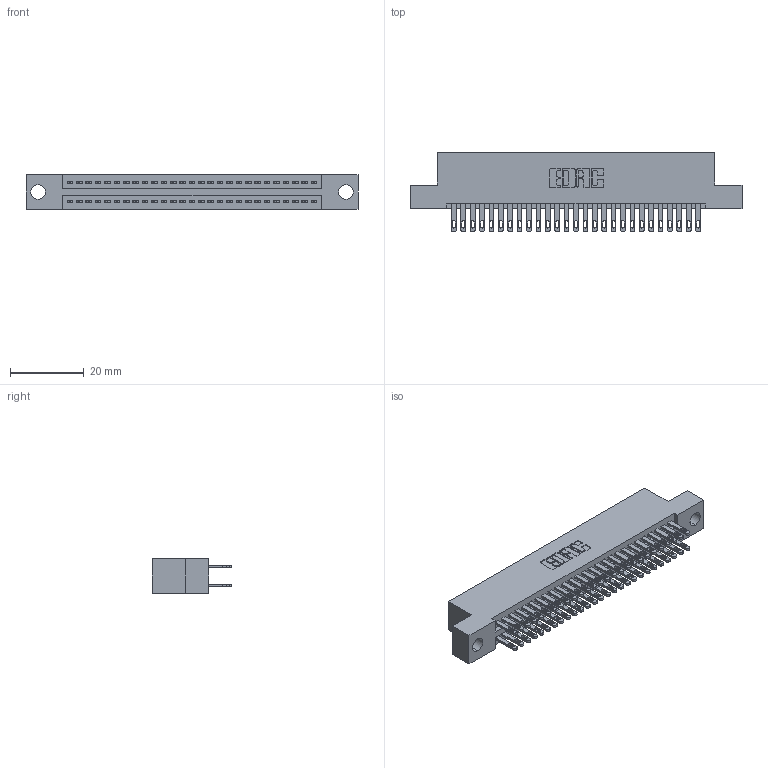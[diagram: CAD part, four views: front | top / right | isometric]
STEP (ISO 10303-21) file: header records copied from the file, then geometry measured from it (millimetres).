
FILE_DESCRIPTION (( 'STEP AP203' ), '1' );
FILE_NAME ('895-054-500-204.STEP', '2020-09-27T13:16:17', ( '' ), ( '' ), 'SwSTEP 2.0', 'SolidWorks 2020', '' );
FILE_SCHEMA (( 'CONFIG_CONTROL_DESIGN' ));
Length unit declared in the file: inch
Products named in the file (3): 895-054-500-204; 345-292-001_345-293-100; 845 Part_Flush Mounting Lugs - 0.156 Dia-TH
Assembly tree (55 placements, depth 2):
  895-054-500-204
    845 Part_Flush Mounting Lugs - 0.156 Dia-TH
    345-292-001_345-293-100  x54
Bounding box: 89.79 x 21.51 x 9.4 mm (x, y, z)
Volume: 8660.1 mm3; surface area: 12876.5 mm2
Topology: 55 solids, 55 shells, 2610 faces, 7955 edges, 5302 vertices
Faces by surface type: plane 1538, cylinder 1072
Entity records: 23137 total; most frequent: CARTESIAN_POINT 3892, ORIENTED_EDGE 3826, DIRECTION 3453, EDGE_CURVE 1913, LINE 1669, VECTOR 1669, VERTEX_POINT 1274, AXIS2_PLACEMENT_3D 892
